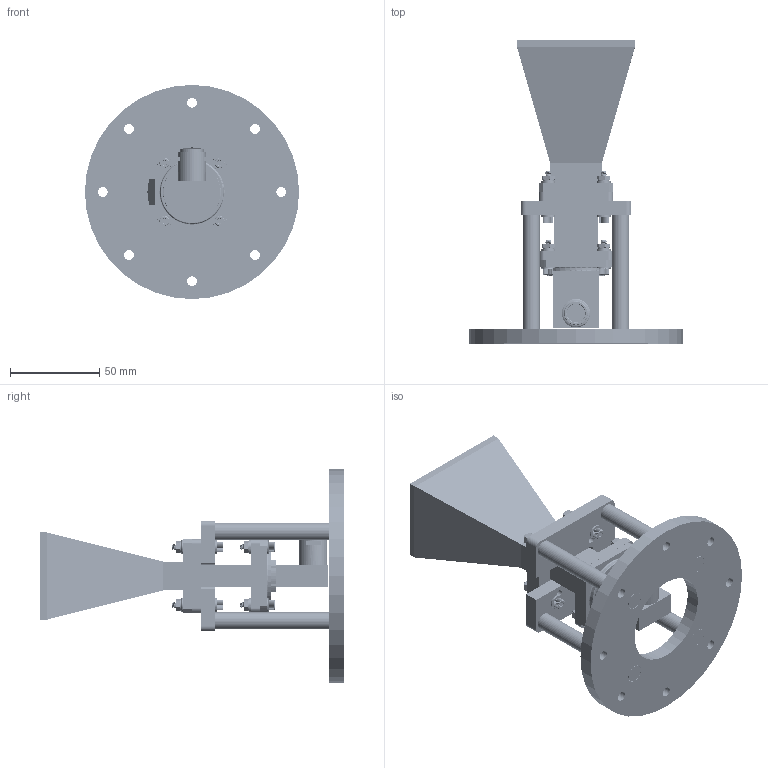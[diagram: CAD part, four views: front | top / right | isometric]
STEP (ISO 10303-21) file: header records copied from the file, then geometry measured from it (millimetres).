
FILE_DESCRIPTION (( 'STEP AP214' ), '1' );
FILE_NAME ('FM1WAN090-15NF_3D.step', '2023-10-25T19:22:22', ( '' ), ( '' ), 'SwSTEP 2.0', 'SolidWorks 2022', '' );
FILE_SCHEMA (( 'AUTOMOTIVE_DESIGN' ));
Length unit declared in the file: inch
Products named in the file (15): Copy of PEWCA10231^PEWCA1031; 6-32SH-HXx.625^FM1WAN090-15NF_92196A150; HD-100WAL50PPA; Copy of N FEMALE-SOLID^PEWCA1031; PEWCA1031; 6-32SH-HXx1^FM1WAN090-15NF_92196A150; PEWAN090-15; Copy of PEWAN062-090-MNT_LWR PLT^PEWAN062-090-MNT; 6-32HN-NARROW^FM1WAN090-15NF_90730A007; Copy of PEWAN062-090-MNT_STDF RND M4 FEM, 8OD X 64LG^PEWAN062-090-MNT; Copy of PEWAN062-090-MNT_UPR PLT^PEWAN062-090-MNT; FM1WAN090-15NF_3D; 6-LW^FM1WAN090-15NF; 6-FW^FM1WAN090-15NF_91166A230; PEWAN062-090-MNT
Assembly tree (52 placements, depth 3):
  FM1WAN090-15NF_3D
    PEWAN062-090-MNT
      Copy of PEWAN062-090-MNT_UPR PLT^PEWAN062-090-MNT
      Copy of PEWAN062-090-MNT_LWR PLT^PEWAN062-090-MNT
      Copy of PEWAN062-090-MNT_STDF RND M4 FEM, 8OD X 64LG^PEWAN062-090-MNT  x4
    HD-100WAL50PPA
    PEWAN090-15
    PEWCA1031
      Copy of PEWCA10231^PEWCA1031
      Copy of N FEMALE-SOLID^PEWCA1031
    6-FW^FM1WAN090-15NF_91166A230  x16
    6-LW^FM1WAN090-15NF  x8
    6-32SH-HXx1^FM1WAN090-15NF_92196A150  x4
    6-32SH-HXx.625^FM1WAN090-15NF_92196A150  x4
    6-32HN-NARROW^FM1WAN090-15NF_90730A007  x8
Bounding box: 120 x 170 x 120 mm (x, y, z)
Volume: 195516.3 mm3; surface area: 102794.6 mm2
Topology: 51 solids, 51 shells, 3383 faces, 8377 edges, 5123 vertices
Faces by surface type: plane 1299, cylinder 1163, cone 739, torus 128, bspline 54
Entity records: 38687 total; most frequent: CARTESIAN_POINT 14808, ORIENTED_EDGE 4938, DIRECTION 3941, EDGE_CURVE 2469, VERTEX_POINT 1545, AXIS2_PLACEMENT_3D 1494, EDGE_LOOP 1074, FACE_OUTER_BOUND 965
